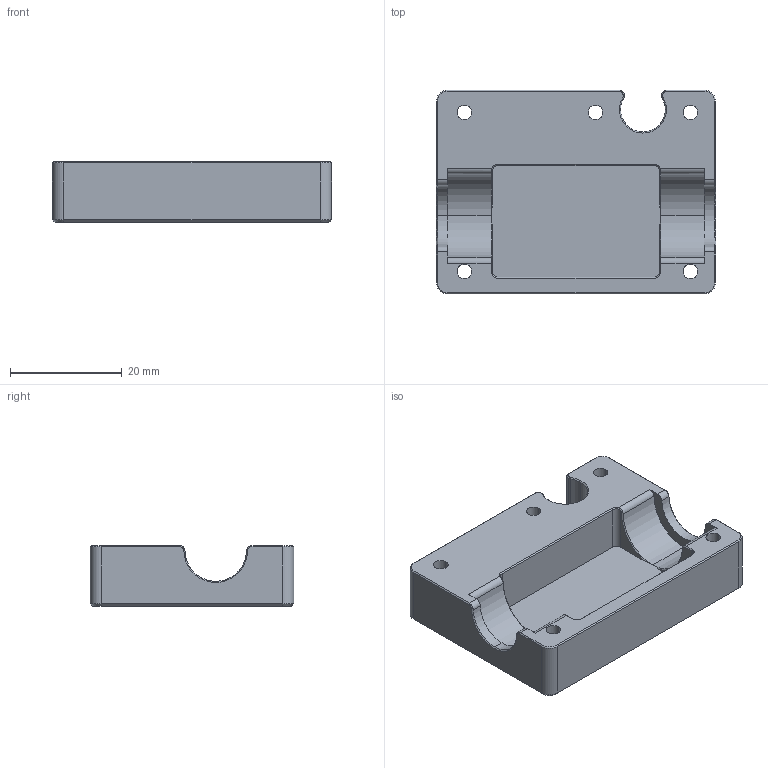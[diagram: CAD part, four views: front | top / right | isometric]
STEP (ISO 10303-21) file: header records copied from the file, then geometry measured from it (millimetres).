
FILE_DESCRIPTION (( 'STEP AP203' ), '1' );
FILE_NAME ('賑輸_衵裔.STEP', '2021-08-11T11:47:20', ( '' ), ( '' ), 'SwSTEP 2.0', 'SolidWorks 2018', '' );
FILE_SCHEMA (( 'CONFIG_CONTROL_DESIGN' ));
Length unit declared in the file: millimetre
Products named in the file (1): 賑輸_衵裔
Bounding box: 50 x 36.5 x 10.9 mm (x, y, z)
Volume: 12081.4 mm3; surface area: 6601 mm2
Topology: 1 solids, 1 shells, 113 faces, 275 edges, 164 vertices
Faces by surface type: cone 39, cylinder 39, plane 33, bspline 2
Entity records: 3572 total; most frequent: CARTESIAN_POINT 775, DIRECTION 605, ORIENTED_EDGE 550, EDGE_CURVE 275, AXIS2_PLACEMENT_3D 230, VERTEX_POINT 164, VECTOR 145, LINE 145
